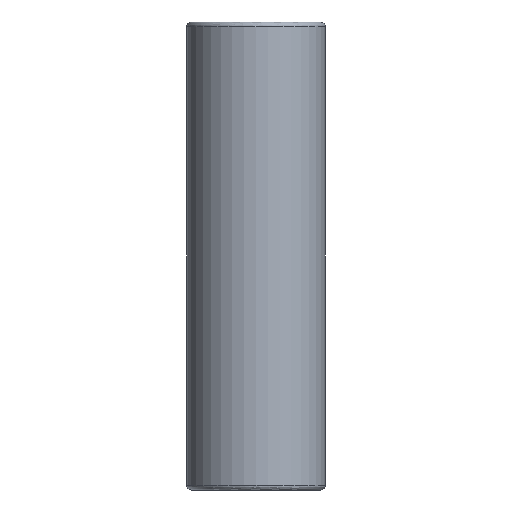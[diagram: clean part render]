
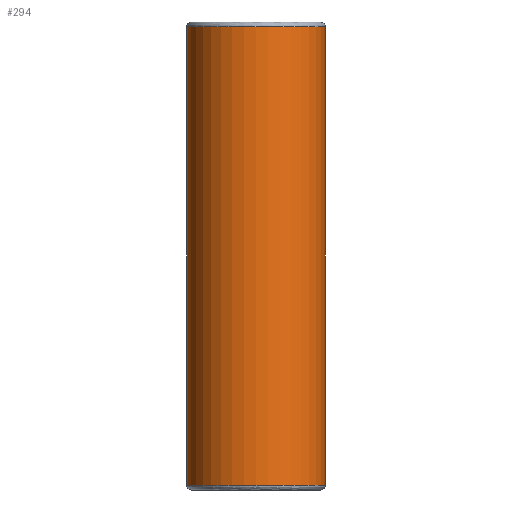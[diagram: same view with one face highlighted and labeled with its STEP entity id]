
A CAD part, front view. The second image highlights one B-rep face of the part: STEP entity #294.
In plain terms, the highlighted cylindrical face has radius 7.25 mm (diameter 14.5 mm), a partial arc.
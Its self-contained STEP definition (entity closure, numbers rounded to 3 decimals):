
#8 = AXIS2_PLACEMENT_3D ( 'NONE', #399, #375, #42 ) ;
#18 = DIRECTION ( 'NONE',  ( 0., 0., 1. ) ) ;
#42 = DIRECTION ( 'NONE',  ( 1., 0., 0. ) ) ;
#48 = VERTEX_POINT ( 'NONE', #380 ) ;
#87 = VECTOR ( 'NONE', #18, 1000. ) ;
#99 = VECTOR ( 'NONE', #500, 1000. ) ;
#126 = CYLINDRICAL_SURFACE ( 'NONE', #8, 7.25 ) ;
#162 = ORIENTED_EDGE ( 'NONE', *, *, #325, .T. ) ;
#165 = AXIS2_PLACEMENT_3D ( 'NONE', #416, #413, #461 ) ;
#173 = ORIENTED_EDGE ( 'NONE', *, *, #482, .T. ) ;
#184 = LINE ( 'NONE', #340, #99 ) ;
#204 = CARTESIAN_POINT ( 'NONE',  ( 7.25, 0., 48.5 ) ) ;
#206 = VERTEX_POINT ( 'NONE', #401 ) ;
#248 = VERTEX_POINT ( 'NONE', #204 ) ;
#253 = VERTEX_POINT ( 'NONE', #329 ) ;
#278 = EDGE_LOOP ( 'NONE', ( #371, #162, #173, #360 ) ) ;
#294 = ADVANCED_FACE ( 'NONE', ( #403 ), #126, .T. ) ;
#325 = EDGE_CURVE ( 'NONE', #48, #206, #368, .T. ) ;
#329 = CARTESIAN_POINT ( 'NONE',  ( -7.25, 0., 48.5 ) ) ;
#340 = CARTESIAN_POINT ( 'NONE',  ( 7.25, 0., 0. ) ) ;
#352 = CIRCLE ( 'NONE', #165, 7.25 ) ;
#360 = ORIENTED_EDGE ( 'NONE', *, *, #444, .T. ) ;
#368 = CIRCLE ( 'NONE', #432, 7.25 ) ;
#371 = ORIENTED_EDGE ( 'NONE', *, *, #471, .F. ) ;
#375 = DIRECTION ( 'NONE',  ( 0., 0., 1. ) ) ;
#380 = CARTESIAN_POINT ( 'NONE',  ( -7.25, 0., 0.5 ) ) ;
#387 = LINE ( 'NONE', #422, #87 ) ;
#399 = CARTESIAN_POINT ( 'NONE',  ( 0., 0., 0. ) ) ;
#401 = CARTESIAN_POINT ( 'NONE',  ( 7.25, 0., 0.5 ) ) ;
#403 = FACE_OUTER_BOUND ( 'NONE', #278, .T. ) ;
#413 = DIRECTION ( 'NONE',  ( 0., 0., -1. ) ) ;
#416 = CARTESIAN_POINT ( 'NONE',  ( 0., 0., 48.5 ) ) ;
#422 = CARTESIAN_POINT ( 'NONE',  ( -7.25, 0., 0. ) ) ;
#432 = AXIS2_PLACEMENT_3D ( 'NONE', #445, #483, #448 ) ;
#444 = EDGE_CURVE ( 'NONE', #248, #253, #352, .T. ) ;
#445 = CARTESIAN_POINT ( 'NONE',  ( 0., 0., 0.5 ) ) ;
#448 = DIRECTION ( 'NONE',  ( 1., 0., 0. ) ) ;
#461 = DIRECTION ( 'NONE',  ( 1., 0., 0. ) ) ;
#471 = EDGE_CURVE ( 'NONE', #48, #253, #387, .T. ) ;
#482 = EDGE_CURVE ( 'NONE', #206, #248, #184, .T. ) ;
#483 = DIRECTION ( 'NONE',  ( 0., 0., 1. ) ) ;
#500 = DIRECTION ( 'NONE',  ( 0., 0., 1. ) ) ;
